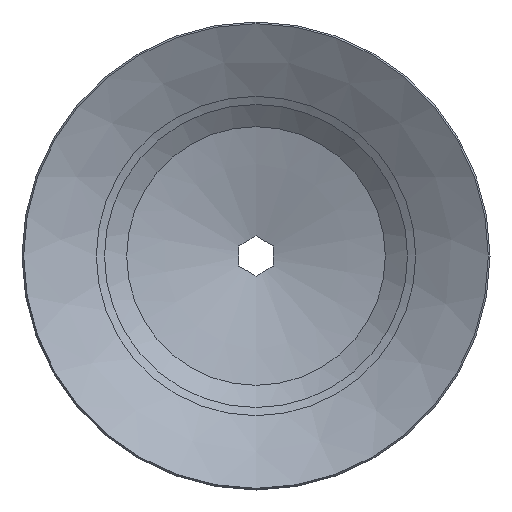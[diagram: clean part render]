
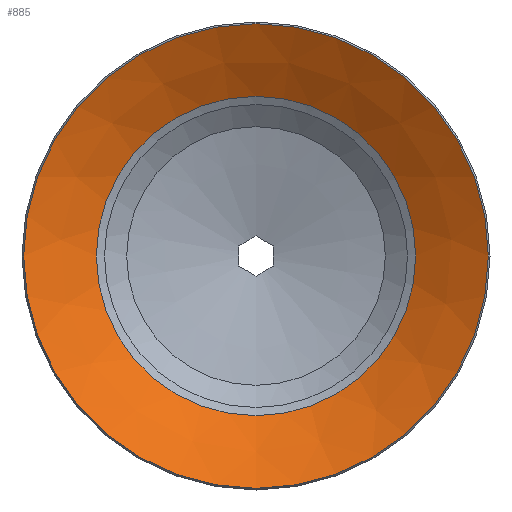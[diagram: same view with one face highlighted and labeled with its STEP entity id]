
A CAD part, front view. The second image highlights one B-rep face of the part: STEP entity #885.
In plain terms, the highlighted conical face has half-angle 60 degrees and reference radius 20 mm.
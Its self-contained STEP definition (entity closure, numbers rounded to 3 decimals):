
#47=CONICAL_SURFACE('',#968,20.,1.047);
#148=ORIENTED_EDGE('',*,*,#231,.F.);
#149=ORIENTED_EDGE('',*,*,#230,.T.);
#230=EDGE_CURVE('',#287,#287,#332,.T.);
#231=EDGE_CURVE('',#288,#288,#333,.T.);
#287=VERTEX_POINT('',#1281);
#288=VERTEX_POINT('',#1284);
#332=CIRCLE('',#967,20.);
#333=CIRCLE('',#969,13.743);
#404=EDGE_LOOP('',(#148));
#405=EDGE_LOOP('',(#149));
#490=FACE_BOUND('',#404,.T.);
#491=FACE_BOUND('',#405,.T.);
#885=ADVANCED_FACE('',(#490,#491),#47,.F.);
#967=AXIS2_PLACEMENT_3D('',#1280,#1123,#1124);
#968=AXIS2_PLACEMENT_3D('',#1282,#1125,#1126);
#969=AXIS2_PLACEMENT_3D('',#1283,#1127,#1128);
#1123=DIRECTION('',(0.,-1.,0.));
#1124=DIRECTION('',(0.,0.,-1.));
#1125=DIRECTION('',(0.,-1.,0.));
#1126=DIRECTION('',(0.,0.,-1.));
#1127=DIRECTION('',(0.,-1.,0.));
#1128=DIRECTION('',(0.,0.,-1.));
#1280=CARTESIAN_POINT('',(0.,0.,0.));
#1281=CARTESIAN_POINT('',(0.,0.,-20.));
#1282=CARTESIAN_POINT('',(0.,0.,0.));
#1283=CARTESIAN_POINT('',(0.,3.612,0.));
#1284=CARTESIAN_POINT('',(0.,3.612,-13.743));
